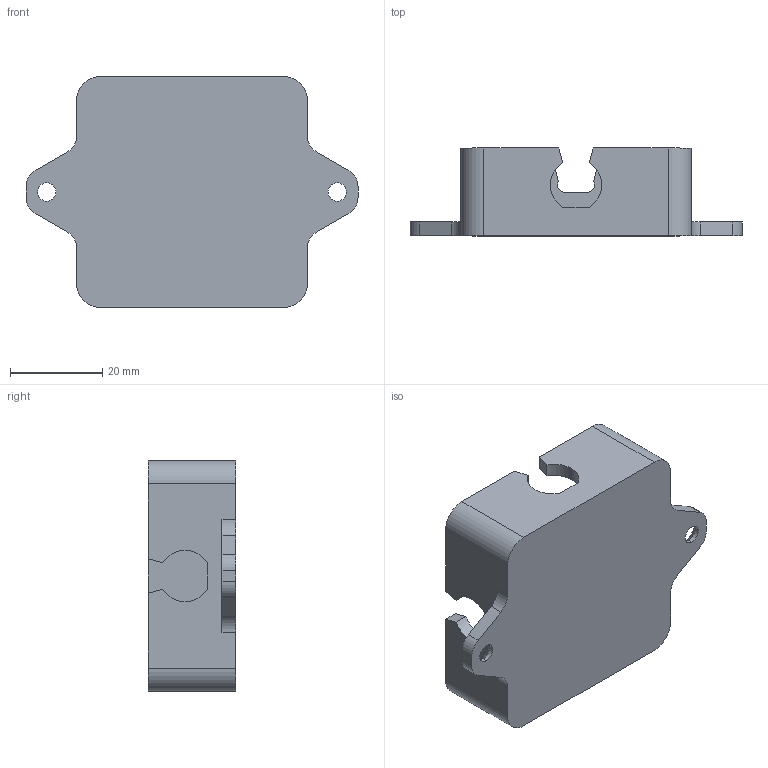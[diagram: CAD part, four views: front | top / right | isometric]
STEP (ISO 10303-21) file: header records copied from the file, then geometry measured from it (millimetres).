
FILE_DESCRIPTION (( 'STEP AP203' ), '1' );
FILE_NAME ('verteiler-gehause.STEP', '2025-09-19T11:36:23', ( '' ), ( '' ), 'SwSTEP 2.0', 'SolidWorks 2017', '' );
FILE_SCHEMA (( 'CONFIG_CONTROL_DESIGN' ));
Length unit declared in the file: millimetre
Products named in the file (1): verteiler-gehause
Bounding box: 72 x 19 x 50 mm (x, y, z)
Volume: 16605.6 mm3; surface area: 12285.5 mm2
Topology: 1 solids, 1 shells, 89 faces, 257 edges, 170 vertices
Faces by surface type: cylinder 47, plane 38, cone 4
Entity records: 3042 total; most frequent: DIRECTION 535, CARTESIAN_POINT 517, ORIENTED_EDGE 514, EDGE_CURVE 257, AXIS2_PLACEMENT_3D 188, VERTEX_POINT 170, LINE 159, VECTOR 159
